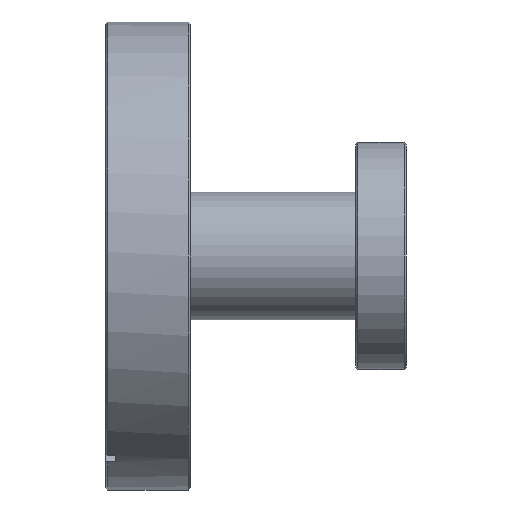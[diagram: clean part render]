
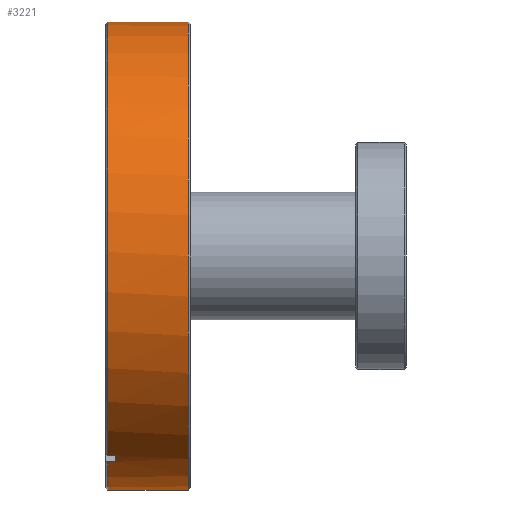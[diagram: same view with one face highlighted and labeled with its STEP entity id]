
A CAD part, left-side view. The second image highlights one B-rep face of the part: STEP entity #3221.
In plain terms, the highlighted cylindrical face has radius 35 mm (diameter 70 mm), a partial arc.
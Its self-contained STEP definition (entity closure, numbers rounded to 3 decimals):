
#12 = DIRECTION ( 'NONE',  ( 0., 0., 1. ) ) ;
#114 = CIRCLE ( 'NONE', #1847, 35. ) ;
#143 = DIRECTION ( 'NONE',  ( 0., 1., 0. ) ) ;
#232 = DIRECTION ( 'NONE',  ( 0., 0., 1. ) ) ;
#343 = VECTOR ( 'NONE', #2182, 1000. ) ;
#347 = LINE ( 'NONE', #1953, #3310 ) ;
#417 = ORIENTED_EDGE ( 'NONE', *, *, #1879, .F. ) ;
#459 = CARTESIAN_POINT ( 'NONE',  ( -18.359, 31.392, -29.799 ) ) ;
#525 = CARTESIAN_POINT ( 'NONE',  ( 0., 12.4, 0. ) ) ;
#538 = ORIENTED_EDGE ( 'NONE', *, *, #1609, .T. ) ;
#689 = EDGE_CURVE ( 'NONE', #2331, #1559, #2516, .T. ) ;
#846 = VERTEX_POINT ( 'NONE', #3759 ) ;
#899 = DIRECTION ( 'NONE',  ( 0., 0., -1. ) ) ;
#956 = CIRCLE ( 'NONE', #3183, 35. ) ;
#1000 = FACE_OUTER_BOUND ( 'NONE', #1695, .T. ) ;
#1020 = DIRECTION ( 'NONE',  ( 0., 0., 1. ) ) ;
#1054 = EDGE_CURVE ( 'NONE', #3073, #2660, #1148, .T. ) ;
#1062 = VECTOR ( 'NONE', #2946, 1000. ) ;
#1076 = CARTESIAN_POINT ( 'NONE',  ( 0., 12.4, 35. ) ) ;
#1125 = CARTESIAN_POINT ( 'NONE',  ( 0., 31.392, -35. ) ) ;
#1142 = CIRCLE ( 'NONE', #1706, 35. ) ;
#1148 = LINE ( 'NONE', #2956, #1062 ) ;
#1157 = ORIENTED_EDGE ( 'NONE', *, *, #3010, .T. ) ;
#1198 = ORIENTED_EDGE ( 'NONE', *, *, #1054, .F. ) ;
#1305 = CARTESIAN_POINT ( 'NONE',  ( 0., 31.392, 0. ) ) ;
#1323 = VECTOR ( 'NONE', #1704, 1000. ) ;
#1326 = ORIENTED_EDGE ( 'NONE', *, *, #2743, .F. ) ;
#1363 = EDGE_CURVE ( 'NONE', #2331, #1778, #3739, .T. ) ;
#1373 = CARTESIAN_POINT ( 'NONE',  ( 0., 12.4, -35. ) ) ;
#1383 = ORIENTED_EDGE ( 'NONE', *, *, #1363, .F. ) ;
#1409 = CARTESIAN_POINT ( 'NONE',  ( 0., 11.2, 0. ) ) ;
#1443 = EDGE_CURVE ( 'NONE', #3073, #1778, #1142, .T. ) ;
#1559 = VERTEX_POINT ( 'NONE', #1610 ) ;
#1609 = EDGE_CURVE ( 'NONE', #1559, #3596, #347, .T. ) ;
#1610 = CARTESIAN_POINT ( 'NONE',  ( 0., 0.3, 35. ) ) ;
#1676 = DIRECTION ( 'NONE',  ( 0., 0., -1. ) ) ;
#1695 = EDGE_LOOP ( 'NONE', ( #1383, #3302, #538, #1157, #1326, #417, #1198, #2521 ) ) ;
#1704 = DIRECTION ( 'NONE',  ( 0., 1., 0. ) ) ;
#1706 = AXIS2_PLACEMENT_3D ( 'NONE', #525, #2537, #232 ) ;
#1733 = DIRECTION ( 'NONE',  ( 0., -1., 0. ) ) ;
#1778 = VERTEX_POINT ( 'NONE', #1373 ) ;
#1835 = CARTESIAN_POINT ( 'NONE',  ( -16.627, 11.2, -30.799 ) ) ;
#1847 = AXIS2_PLACEMENT_3D ( 'NONE', #1409, #2934, #899 ) ;
#1879 = EDGE_CURVE ( 'NONE', #2660, #2334, #114, .T. ) ;
#1953 = CARTESIAN_POINT ( 'NONE',  ( 0., 31.392, 35. ) ) ;
#1982 = DIRECTION ( 'NONE',  ( 0., 1., 0. ) ) ;
#2060 = CARTESIAN_POINT ( 'NONE',  ( -18.359, 11.2, -29.799 ) ) ;
#2182 = DIRECTION ( 'NONE',  ( 0., 1., 0. ) ) ;
#2331 = VERTEX_POINT ( 'NONE', #3188 ) ;
#2334 = VERTEX_POINT ( 'NONE', #2060 ) ;
#2452 = CYLINDRICAL_SURFACE ( 'NONE', #3068, 35. ) ;
#2516 = CIRCLE ( 'NONE', #2916, 35. ) ;
#2521 = ORIENTED_EDGE ( 'NONE', *, *, #1443, .T. ) ;
#2537 = DIRECTION ( 'NONE',  ( 0., -1., 0. ) ) ;
#2660 = VERTEX_POINT ( 'NONE', #1835 ) ;
#2743 = EDGE_CURVE ( 'NONE', #2334, #846, #3306, .T. ) ;
#2916 = AXIS2_PLACEMENT_3D ( 'NONE', #3118, #1982, #1676 ) ;
#2934 = DIRECTION ( 'NONE',  ( 0., 1., 0. ) ) ;
#2945 = CARTESIAN_POINT ( 'NONE',  ( -16.627, 12.4, -30.799 ) ) ;
#2946 = DIRECTION ( 'NONE',  ( 0., -1., 0. ) ) ;
#2956 = CARTESIAN_POINT ( 'NONE',  ( -16.627, 31.392, -30.799 ) ) ;
#3010 = EDGE_CURVE ( 'NONE', #3596, #846, #956, .T. ) ;
#3068 = AXIS2_PLACEMENT_3D ( 'NONE', #1305, #143, #1020 ) ;
#3073 = VERTEX_POINT ( 'NONE', #2945 ) ;
#3118 = CARTESIAN_POINT ( 'NONE',  ( 0., 0.3, 0. ) ) ;
#3183 = AXIS2_PLACEMENT_3D ( 'NONE', #3472, #1733, #12 ) ;
#3188 = CARTESIAN_POINT ( 'NONE',  ( 0., 0.3, -35. ) ) ;
#3221 = ADVANCED_FACE ( 'NONE', ( #1000 ), #2452, .T. ) ;
#3302 = ORIENTED_EDGE ( 'NONE', *, *, #689, .T. ) ;
#3306 = LINE ( 'NONE', #459, #343 ) ;
#3310 = VECTOR ( 'NONE', #3420, 1000. ) ;
#3420 = DIRECTION ( 'NONE',  ( 0., 1., 0. ) ) ;
#3472 = CARTESIAN_POINT ( 'NONE',  ( 0., 12.4, 0. ) ) ;
#3596 = VERTEX_POINT ( 'NONE', #1076 ) ;
#3739 = LINE ( 'NONE', #1125, #1323 ) ;
#3759 = CARTESIAN_POINT ( 'NONE',  ( -18.359, 12.4, -29.799 ) ) ;
